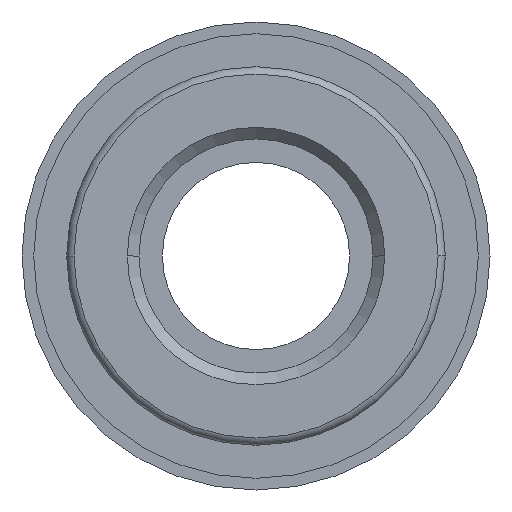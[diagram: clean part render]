
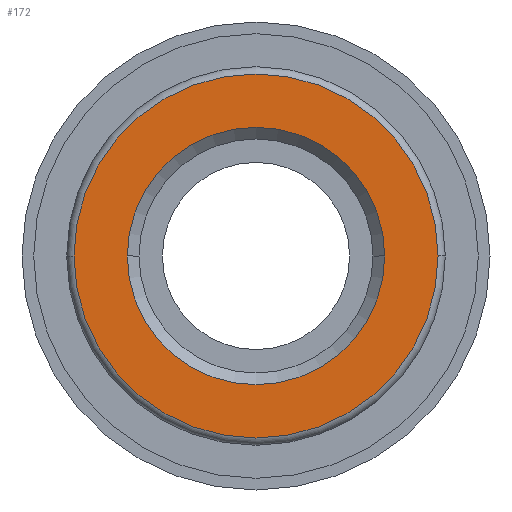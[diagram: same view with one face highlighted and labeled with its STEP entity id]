
A CAD part, front view. The second image highlights one B-rep face of the part: STEP entity #172.
In plain terms, the highlighted planar face has unit normal (0, -1, 0).
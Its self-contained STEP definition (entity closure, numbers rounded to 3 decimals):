
#172=ADVANCED_FACE('',(#352,#353),#354,.T.);
#352=FACE_BOUND('',#527,.T.);
#353=FACE_OUTER_BOUND('',#528,.T.);
#354=PLANE('',#529);
#527=EDGE_LOOP('',(#925,#926));
#528=EDGE_LOOP('',(#927,#928));
#529=AXIS2_PLACEMENT_3D('',#929,#930,#931);
#925=ORIENTED_EDGE('',*,*,#1026,.T.);
#926=ORIENTED_EDGE('',*,*,#1097,.T.);
#927=ORIENTED_EDGE('',*,*,#1108,.T.);
#928=ORIENTED_EDGE('',*,*,#1030,.T.);
#929=CARTESIAN_POINT('',(0.0,0.0,0.0));
#930=DIRECTION('',(0.0,-1.0,0.0));
#931=DIRECTION('',(-1.0,0.0,0.0));
#1026=EDGE_CURVE('',#1229,#1227,#1230,.T.);
#1030=EDGE_CURVE('',#1236,#1233,#1237,.T.);
#1097=EDGE_CURVE('',#1227,#1229,#1317,.T.);
#1108=EDGE_CURVE('',#1233,#1236,#1328,.T.);
#1227=VERTEX_POINT('',#1467);
#1229=VERTEX_POINT('',#1470);
#1230=CIRCLE('',#1471,4.95);
#1233=VERTEX_POINT('',#1475);
#1236=VERTEX_POINT('',#1479);
#1237=CIRCLE('',#1480,7.0);
#1317=CIRCLE('',#1573,4.95);
#1328=CIRCLE('',#1584,7.0);
#1467=CARTESIAN_POINT('',(4.95,0.0,0.));
#1470=CARTESIAN_POINT('',(-4.95,0.0,0.));
#1471=AXIS2_PLACEMENT_3D('',#1705,#1706,#1707);
#1475=CARTESIAN_POINT('',(7.0,0.0,0.0));
#1479=CARTESIAN_POINT('',(-7.0,0.0,0.));
#1480=AXIS2_PLACEMENT_3D('',#1710,#1711,#1712);
#1573=AXIS2_PLACEMENT_3D('',#1819,#1820,#1821);
#1584=AXIS2_PLACEMENT_3D('',#1825,#1826,#1827);
#1705=CARTESIAN_POINT('',(0.0,0.0,0.0));
#1706=DIRECTION('',(-0.0,1.0,0.0));
#1707=DIRECTION('',(1.0,0.0,0.0));
#1710=CARTESIAN_POINT('',(0.0,0.0,0.0));
#1711=DIRECTION('',(0.0,-1.0,0.0));
#1712=DIRECTION('',(1.0,0.0,0.0));
#1819=CARTESIAN_POINT('',(0.0,0.0,0.0));
#1820=DIRECTION('',(-0.0,1.0,0.0));
#1821=DIRECTION('',(1.0,0.0,0.0));
#1825=CARTESIAN_POINT('',(0.0,0.0,0.0));
#1826=DIRECTION('',(0.0,-1.0,0.0));
#1827=DIRECTION('',(1.0,0.0,0.0));
